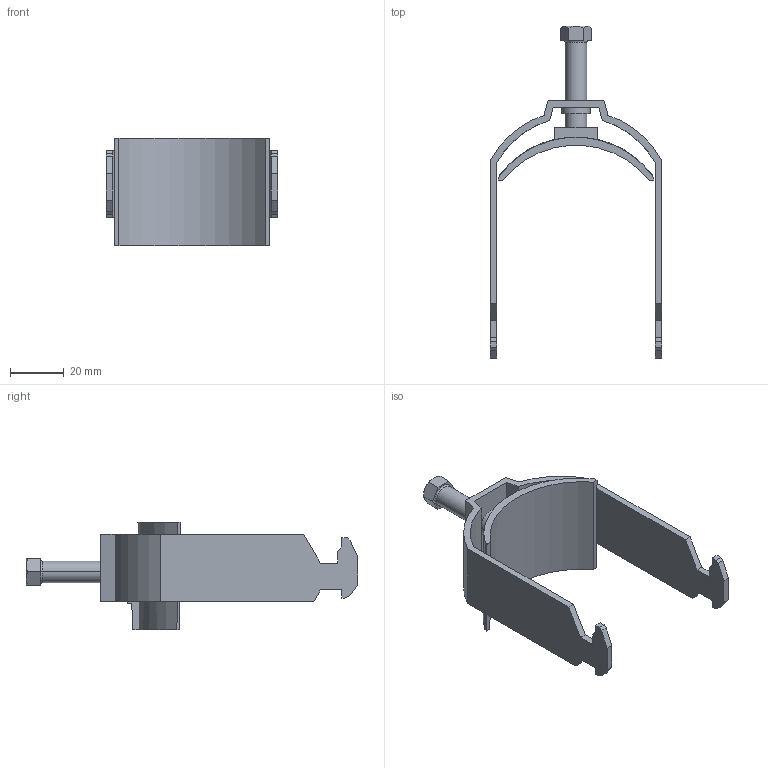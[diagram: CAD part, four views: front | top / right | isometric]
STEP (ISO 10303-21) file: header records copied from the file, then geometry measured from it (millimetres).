
FILE_DESCRIPTION (( 'STEP AP214' ), '1' );
FILE_NAME ('1186256.STEP', '2023-09-05T13:25:31', ( '' ), ( '' ), 'SwSTEP 2.0', 'SolidWorks 2022', '' );
FILE_SCHEMA (( 'AUTOMOTIVE_DESIGN' ));
Length unit declared in the file: millimetre
Products named in the file (5): 1186256; 142313_Druckschraube - M8 x 33; EB101-00-04_Standard; 157099_1Fach; EB104-10-02_Standard
Assembly tree (4 placements, depth 2):
  1186256
    157099_1Fach
    142313_Druckschraube - M8 x 33
    EB101-00-04_Standard
    EB104-10-02_Standard
Bounding box: 64 x 123.75 x 40.09 mm (x, y, z)
Volume: 23178.8 mm3; surface area: 20420.3 mm2
Topology: 4 solids, 4 shells, 283 faces, 735 edges, 482 vertices
Faces by surface type: plane 180, bspline 51, cylinder 36, cone 12, torus 4
Entity records: 11677 total; most frequent: CARTESIAN_POINT 4376, ORIENTED_EDGE 1462, DIRECTION 1193, EDGE_CURVE 731, VECTOR 499, LINE 499, VERTEX_POINT 482, AXIS2_PLACEMENT_3D 347
